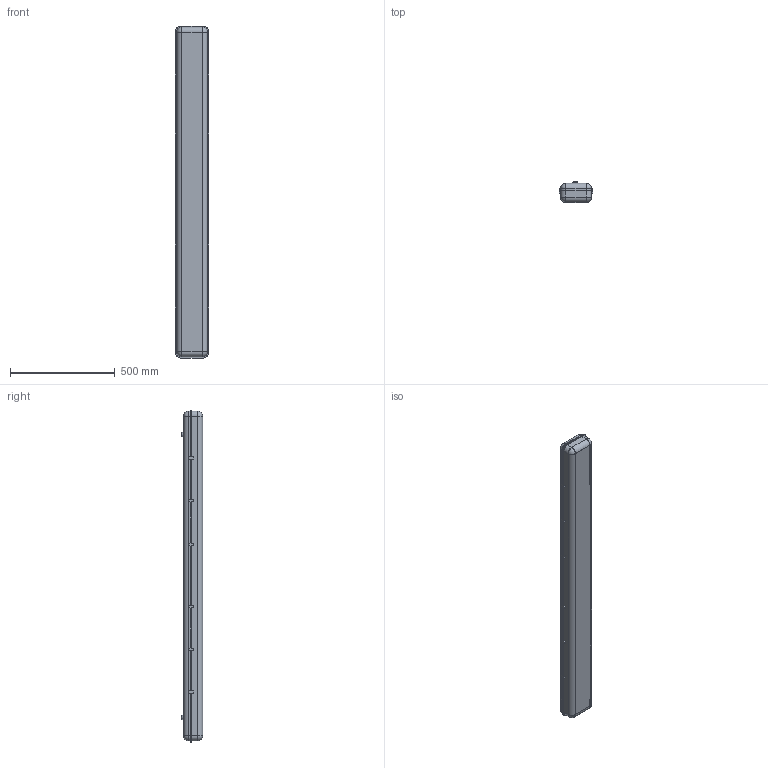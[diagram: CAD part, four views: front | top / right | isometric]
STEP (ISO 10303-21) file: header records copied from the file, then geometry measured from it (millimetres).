
FILE_DESCRIPTION (( 'STEP AP214' ), '1' );
FILE_NAME ('NORTH 1500.STEP', '2018-07-20T09:59:18', ( '' ), ( '' ), 'SwSTEP 2.0', 'SolidWorks 2013', '' );
FILE_SCHEMA (( 'AUTOMOTIVE_DESIGN' ));
Length unit declared in the file: millimetre
Products named in the file (3): 233; 122; NORTH 1500
Assembly tree (2 placements, depth 2):
  NORTH 1500
    122
    233
Bounding box: 160 x 101.29 x 1587 mm (x, y, z)
Volume: 1664711.8 mm3; surface area: 1521851.5 mm2
Topology: 3 solids, 3 shells, 180 faces, 448 edges, 272 vertices
Faces by surface type: plane 116, cylinder 44, sphere 16, bspline 2, torus 2
Entity records: 7645 total; most frequent: CARTESIAN_POINT 1275, DIRECTION 890, ORIENTED_EDGE 864, EDGE_CURVE 432, LINE 332, VECTOR 332, AXIS2_PLACEMENT_3D 279, VERTEX_POINT 272
